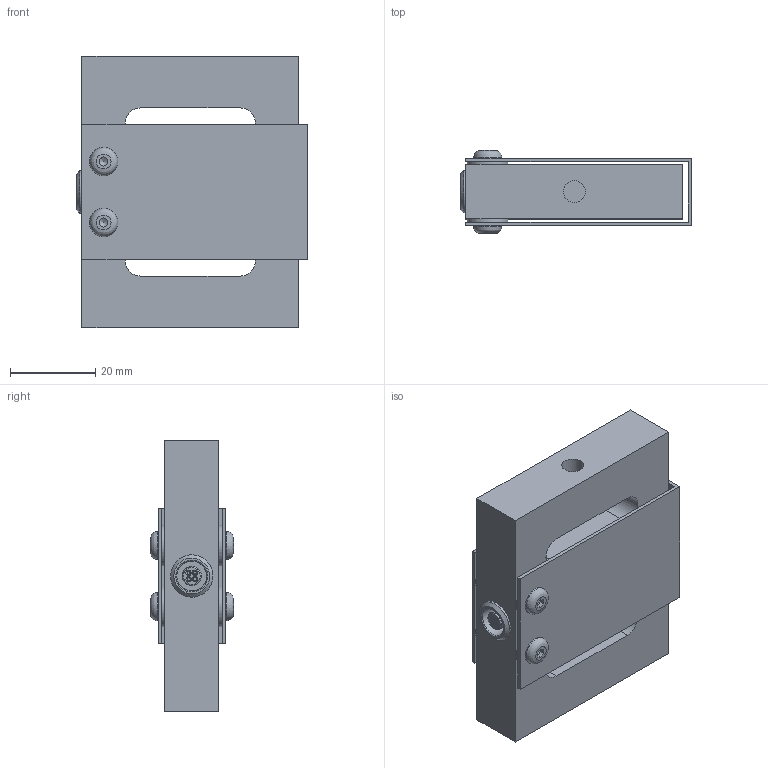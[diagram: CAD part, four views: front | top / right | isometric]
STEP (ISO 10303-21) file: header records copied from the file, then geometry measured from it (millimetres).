
FILE_DESCRIPTION((''),'2;1');
FILE_NAME('LSB302 M6 Thread Lemo.stp','2010-12-03T15:57:46',('thomasl'),(''),'Autodesk Inventor 2008','Autodesk Inventor 2008','');
FILE_SCHEMA(('AUTOMOTIVE_DESIGN { 1 0 10303 214 1 1 1 1 }'));
Length unit declared in the file: inch
Products named in the file (2): LSB302 M6 Thread Lemo; ~PART1
Assembly tree (1 placements, depth 2):
  LSB302 M6 Thread Lemo
    ~PART1
Bounding box: 54.1 x 19.46 x 63.5 mm (x, y, z)
Volume: 38407.3 mm3; surface area: 18853.5 mm2
Topology: 1 solids, 12 shells, 155 faces, 339 edges, 230 vertices
Faces by surface type: plane 81, cylinder 49, cone 19, bspline 4, torus 2
Full cylindrical faces by diameter (mm): 0.711 x4, 1.016 x4, 1.27 x4, 2.779 x6, 3.505 x4, 3.785 x4, 4.318 x4, 4.445 x1, 4.572 x1, 5.153 x2, 6.655 x4, 6.985 x1, 8.509 x1, 9.525 x4, 9.906 x1
Entity records: 4092 total; most frequent: CARTESIAN_POINT 1022, DIRECTION 620, ORIENTED_EDGE 500, EDGE_LOOP 272, AXIS2_PLACEMENT_3D 260, EDGE_CURVE 250, VERTEX_POINT 206, FACE_OUTER_BOUND 151
